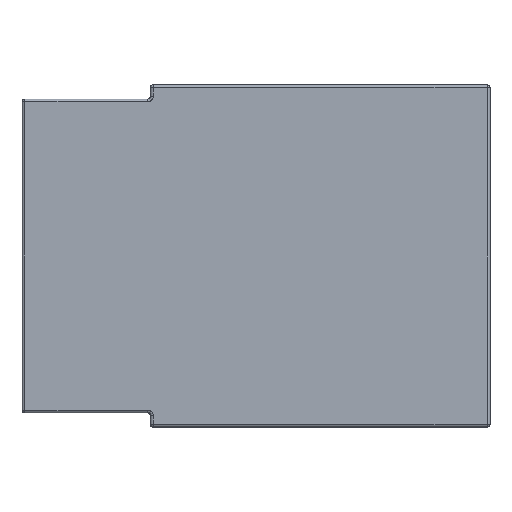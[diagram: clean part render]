
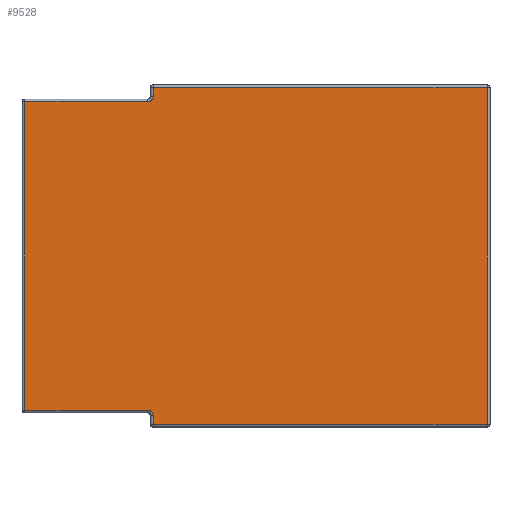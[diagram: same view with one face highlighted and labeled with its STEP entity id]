
A CAD part, front view. The second image highlights one B-rep face of the part: STEP entity #9528.
In plain terms, the highlighted planar face has unit normal (0, -1, 0).
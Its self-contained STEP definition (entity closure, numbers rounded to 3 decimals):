
#2073=DIRECTION('',(0.,0.,1.));
#2074=VECTOR('',#2073,3.81);
#2075=CARTESIAN_POINT('',(-74.686,0.,-74.93));
#2076=LINE('',#2075,#2074);
#2092=DIRECTION('',(-1.,0.,0.));
#2093=VECTOR('',#2092,54.571);
#2094=CARTESIAN_POINT('',(-77.266,0.,-68.58));
#2095=LINE('',#2094,#2093);
#2115=DIRECTION('',(0.,0.,1.));
#2116=VECTOR('',#2115,137.16);
#2117=CARTESIAN_POINT('',(-131.836,0.,-68.58));
#2118=LINE('',#2117,#2116);
#2143=DIRECTION('',(1.,0.,0.));
#2144=VECTOR('',#2143,54.571);
#2145=CARTESIAN_POINT('',(-131.836,0.,68.58));
#2146=LINE('',#2145,#2144);
#2166=CARTESIAN_POINT('',(-77.266,0.,-68.58));
#2167=CARTESIAN_POINT('',(-77.004,0.,-68.58));
#2168=CARTESIAN_POINT('',(-76.5,0.,-68.65));
#2169=CARTESIAN_POINT('',(-75.731,0.,-69.026));
#2170=CARTESIAN_POINT('',(-75.159,0.,-69.581));
#2171=CARTESIAN_POINT('',(-74.763,0.,-70.344));
#2172=CARTESIAN_POINT('',(-74.686,0.,-70.854));
#2173=CARTESIAN_POINT('',(-74.686,0.,-71.12));
#2175=CARTESIAN_POINT('',(-74.686,0.,71.12));
#2176=CARTESIAN_POINT('',(-74.686,0.,70.867));
#2177=CARTESIAN_POINT('',(-74.755,0.,70.376));
#2178=CARTESIAN_POINT('',(-75.13,0.,69.623));
#2179=CARTESIAN_POINT('',(-75.686,0.,69.057));
#2180=CARTESIAN_POINT('',(-76.46,0.,68.66));
#2181=CARTESIAN_POINT('',(-76.988,0.,68.58));
#2182=CARTESIAN_POINT('',(-77.266,0.,68.58));
#2188=DIRECTION('',(-1.,0.,0.));
#2189=VECTOR('',#2188,148.687);
#2190=CARTESIAN_POINT('',(74.,0.,-74.93));
#2191=LINE('',#2190,#2189);
#2206=DIRECTION('',(0.,0.,-1.));
#2207=VECTOR('',#2206,149.86);
#2208=CARTESIAN_POINT('',(74.,0.,74.93));
#2209=LINE('',#2208,#2207);
#2243=DIRECTION('',(1.,0.,0.));
#2244=VECTOR('',#2243,148.687);
#2245=CARTESIAN_POINT('',(-74.686,0.,74.93));
#2246=LINE('',#2245,#2244);
#2267=DIRECTION('',(0.,0.,1.));
#2268=VECTOR('',#2267,3.81);
#2269=CARTESIAN_POINT('',(-74.686,0.,71.12));
#2270=LINE('',#2269,#2268);
#4888=CARTESIAN_POINT('',(-74.686,0.,-74.93));
#4890=VERTEX_POINT('',#4888);
#4950=CARTESIAN_POINT('',(-74.686,0.,71.12));
#4952=VERTEX_POINT('',#4950);
#5019=CARTESIAN_POINT('',(-74.686,0.,74.93));
#5020=CARTESIAN_POINT('',(74.,0.,74.93));
#5021=VERTEX_POINT('',#5019);
#5022=VERTEX_POINT('',#5020);
#5341=CARTESIAN_POINT('',(-131.836,0.,-68.58));
#5343=VERTEX_POINT('',#5341);
#5350=CARTESIAN_POINT('',(-77.266,0.,-68.58));
#5351=VERTEX_POINT('',#5350);
#5435=CARTESIAN_POINT('',(-131.836,0.,68.58));
#5437=VERTEX_POINT('',#5435);
#5542=CARTESIAN_POINT('',(74.,0.,-74.93));
#5543=VERTEX_POINT('',#5542);
#5746=CARTESIAN_POINT('',(-74.686,0.,-71.12));
#5747=VERTEX_POINT('',#5746);
#5858=CARTESIAN_POINT('',(-77.266,0.,68.58));
#5859=VERTEX_POINT('',#5858);
#9507=CARTESIAN_POINT('',(-76.2,0.,76.2));
#9508=DIRECTION('',(0.,1.,0.));
#9509=DIRECTION('',(0.,0.,1.));
#9510=AXIS2_PLACEMENT_3D('',#9507,#9508,#9509);
#9511=PLANE('',#9510);
#9513=ORIENTED_EDGE('',*,*,#9512,.T.);
#9514=ORIENTED_EDGE('',*,*,#9247,.T.);
#9515=ORIENTED_EDGE('',*,*,#9334,.F.);
#9516=ORIENTED_EDGE('',*,*,#9350,.T.);
#9517=ORIENTED_EDGE('',*,*,#9378,.T.);
#9518=ORIENTED_EDGE('',*,*,#9409,.T.);
#9519=ORIENTED_EDGE('',*,*,#9495,.F.);
#9521=ORIENTED_EDGE('',*,*,#9520,.T.);
#9523=ORIENTED_EDGE('',*,*,#9522,.T.);
#9525=ORIENTED_EDGE('',*,*,#9524,.T.);
#9526=EDGE_LOOP('',(#9513,#9514,#9515,#9516,#9517,#9518,#9519,#9521,#9523,
#9525));
#9527=FACE_OUTER_BOUND('',#9526,.F.);
#9528=ADVANCED_FACE('',(#9527),#9511,.F.);
#2174=B_SPLINE_CURVE_WITH_KNOTS('',3,(#2166,#2167,#2168,#2169,#2170,#2171,#2172,
#2173),.UNSPECIFIED.,.F.,.F.,(4,1,1,1,1,4),(0.,0.2,0.4,0.6,0.8,1.),
.UNSPECIFIED.);
#2183=B_SPLINE_CURVE_WITH_KNOTS('',3,(#2175,#2176,#2177,#2178,#2179,#2180,#2181,
#2182),.UNSPECIFIED.,.F.,.F.,(4,1,1,1,1,4),(0.,0.2,0.4,0.6,0.8,1.),
.UNSPECIFIED.);
#9247=EDGE_CURVE('',#4890,#5747,#2076,.T.);
#9334=EDGE_CURVE('',#5351,#5747,#2174,.T.);
#9350=EDGE_CURVE('',#5351,#5343,#2095,.T.);
#9378=EDGE_CURVE('',#5343,#5437,#2118,.T.);
#9409=EDGE_CURVE('',#5437,#5859,#2146,.T.);
#9495=EDGE_CURVE('',#4952,#5859,#2183,.T.);
#9512=EDGE_CURVE('',#5543,#4890,#2191,.T.);
#9520=EDGE_CURVE('',#4952,#5021,#2270,.T.);
#9522=EDGE_CURVE('',#5021,#5022,#2246,.T.);
#9524=EDGE_CURVE('',#5022,#5543,#2209,.T.);
